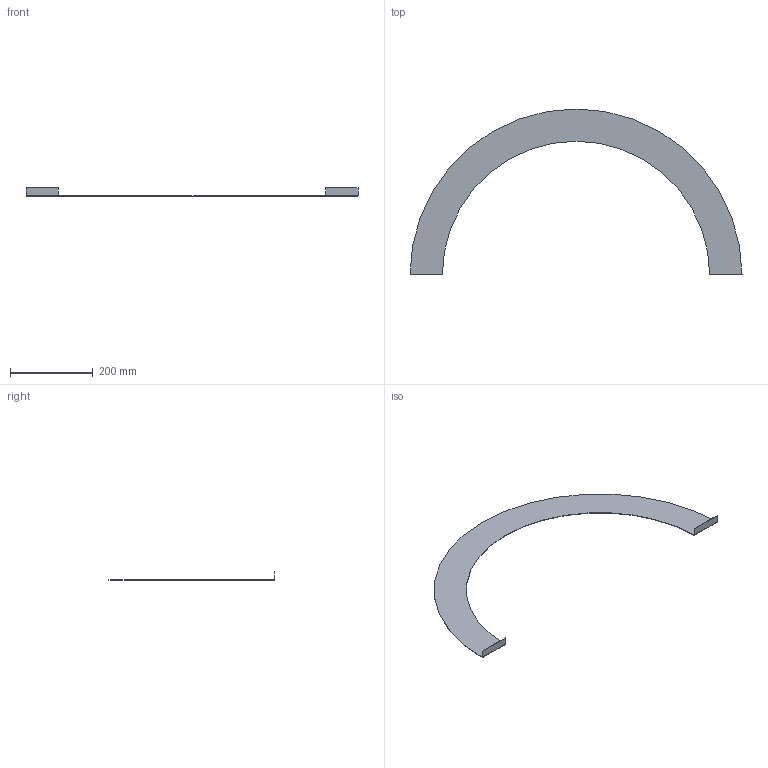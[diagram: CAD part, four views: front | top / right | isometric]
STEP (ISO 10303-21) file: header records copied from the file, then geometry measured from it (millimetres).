
FILE_DESCRIPTION(/* description */ (''),/* implementation_level */ '2;1');
FILE_NAME(/* name */ '4009003015972 Übergangsplatte K30-R24 auf K50-R40.ipj.stp',/* time_stamp */ '2015-05-29T08:19:23+02:00',/* author */ ('dpurucker'),/* organization */ (''),/* preprocessor_version */ 'ST-DEVELOPER v15.6',/* originating_system */ 'Autodesk Inventor 2015',/* authorisation */ '');
FILE_SCHEMA (('AUTOMOTIVE_DESIGN { 1 0 10303 214 3 1 1 }'));
Length unit declared in the file: millimetre
Products named in the file (1): 4009003015972 Übergangsplatte K30-R24 auf K50-R40.ip
j
Bounding box: 802 x 401 x 20 mm (x, y, z)
Volume: 91569.4 mm3; surface area: 185643.1 mm2
Topology: 1 solids, 1 shells, 22 faces, 44 edges, 24 vertices
Faces by surface type: plane 12, cylinder 6, bspline 4
Entity records: 664 total; most frequent: CARTESIAN_POINT 215, ORIENTED_EDGE 88, DIRECTION 78, EDGE_CURVE 44, LINE 32, VECTOR 32, VERTEX_POINT 24, AXIS2_PLACEMENT_3D 23
